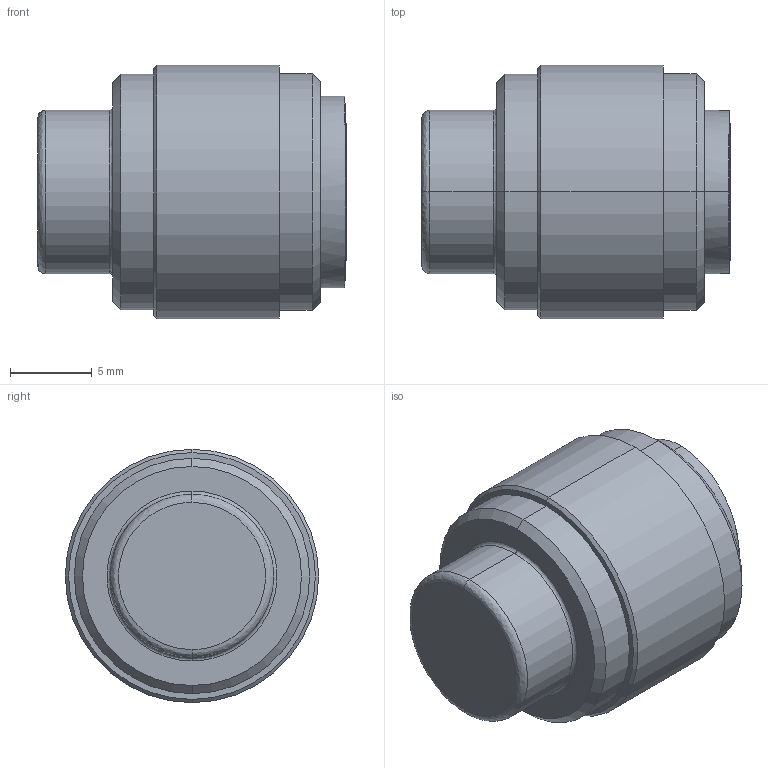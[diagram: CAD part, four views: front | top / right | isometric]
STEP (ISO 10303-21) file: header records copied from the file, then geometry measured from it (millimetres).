
FILE_DESCRIPTION (( 'STEP AP214' ), '1' );
FILE_NAME ('UC14-P.step', '2017-08-29T20:59:39', ( '' ), ( '' ), 'SwSTEP 2.0', 'SolidWorks 2017', '' );
FILE_SCHEMA (( 'AUTOMOTIVE_DESIGN' ));
Length unit declared in the file: inch
Products named in the file (1): UC14-P
Bounding box: 18.9 x 15.5 x 15.5 mm (x, y, z)
Volume: 2204 mm3; surface area: 1474 mm2
Topology: 1 solids, 1 shells, 38 faces, 77 edges, 46 vertices
Faces by surface type: cone 13, cylinder 10, bspline 8, plane 7
Entity records: 1463 total; most frequent: CARTESIAN_POINT 660, DIRECTION 163, ORIENTED_EDGE 154, EDGE_CURVE 77, AXIS2_PLACEMENT_3D 71, VERTEX_POINT 46, EDGE_LOOP 43, CIRCLE 40
